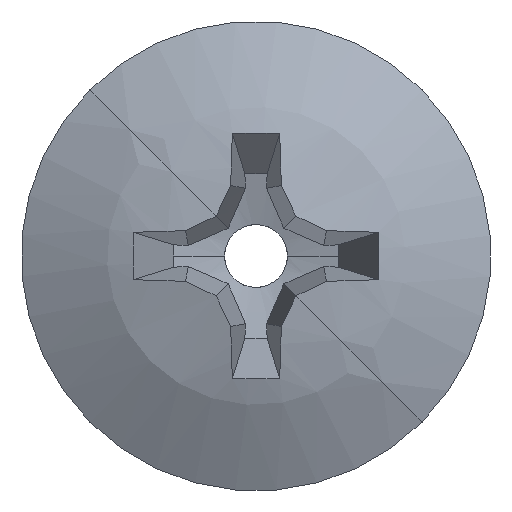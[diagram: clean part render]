
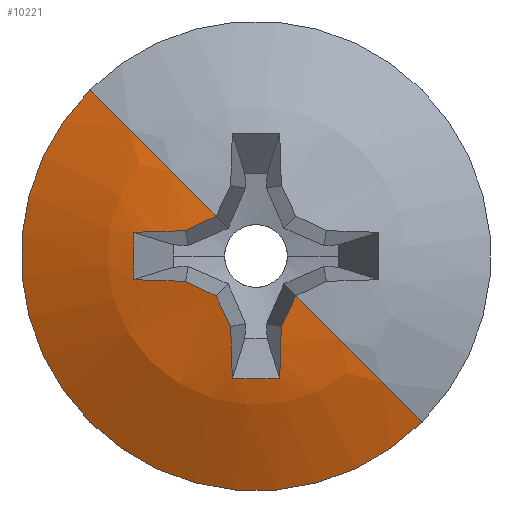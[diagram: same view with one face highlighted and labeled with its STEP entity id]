
A CAD part, left-side view. The second image highlights one B-rep face of the part: STEP entity #10221.
In plain terms, the highlighted spherical face has radius 7.673 mm.
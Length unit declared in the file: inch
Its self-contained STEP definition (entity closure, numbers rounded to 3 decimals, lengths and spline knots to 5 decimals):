
#4641=CARTESIAN_POINT('',(0.18835,0.01828,
0.01828));
#4642=DIRECTION('',(-0.144,0.7,0.7));
#4643=DIRECTION('',(-0.952,0.095,-0.29));
#4644=AXIS2_PLACEMENT_3D('',#4641,#4642,#4643);
#4646=CARTESIAN_POINT('',(-0.10763,0.,-0.03774));
#4647=CARTESIAN_POINT('',(-0.10753,0.00232,
-0.03857));
#4648=CARTESIAN_POINT('',(-0.10726,0.00694,
-0.04021));
#4649=CARTESIAN_POINT('',(-0.1067,0.01373,
-0.0426));
#4650=CARTESIAN_POINT('',(-0.10615,0.01875,
-0.04434));
#4651=CARTESIAN_POINT('',(-0.10583,0.02135,
-0.04524));
#4653=CARTESIAN_POINT('',(-0.10583,-0.02135,
-0.04524));
#4654=CARTESIAN_POINT('',(-0.10615,-0.01873,
-0.04434));
#4655=CARTESIAN_POINT('',(-0.1067,-0.0137,
-0.04259));
#4656=CARTESIAN_POINT('',(-0.10726,-0.00689,
-0.04019));
#4657=CARTESIAN_POINT('',(-0.10753,-0.0023,
-0.03856));
#4658=CARTESIAN_POINT('',(-0.10763,0.,-0.03774));
#4660=CARTESIAN_POINT('',(0.18835,-0.01828,
0.01828));
#4661=DIRECTION('',(-0.144,-0.7,0.7));
#4662=DIRECTION('',(-0.977,-0.01,-0.211));
#4663=AXIS2_PLACEMENT_3D('',#4660,#4661,#4662);
#4665=CARTESIAN_POINT('',(0.17131,0.03137,
0.03137));
#4666=DIRECTION('',(-0.424,0.64,0.64));
#4667=DIRECTION('',(-0.904,-0.262,-0.337));
#4668=AXIS2_PLACEMENT_3D('',#4665,#4666,#4667);
#4670=CARTESIAN_POINT('',(0.18835,0.01828,
-0.01828));
#4671=DIRECTION('',(-0.144,0.7,-0.7));
#4672=DIRECTION('',(-0.952,-0.29,-0.095));
#4673=AXIS2_PLACEMENT_3D('',#4670,#4671,#4672);
#4675=CARTESIAN_POINT('',(-0.10763,-0.03774,0.));
#4676=CARTESIAN_POINT('',(-0.10753,-0.03853,
-0.0022));
#4677=CARTESIAN_POINT('',(-0.10728,-0.04011,
-0.00665));
#4678=CARTESIAN_POINT('',(-0.10669,-0.04262,
-0.0138));
#4679=CARTESIAN_POINT('',(-0.10615,-0.04435,
-0.01878));
#4680=CARTESIAN_POINT('',(-0.10583,-0.04524,
-0.02135));
#4682=CARTESIAN_POINT('',(0.1921,0.,0.));
#4683=DIRECTION('',(0.,0.,-1.));
#4684=DIRECTION('',(-0.854,-0.52,0.));
#4685=AXIS2_PLACEMENT_3D('',#4682,#4683,#4684);
#4687=CARTESIAN_POINT('',(-0.066,0.,0.));
#4688=DIRECTION('',(-1.,0.,0.));
#4689=DIRECTION('',(0.,1.,0.));
#4690=AXIS2_PLACEMENT_3D('',#4687,#4688,#4689);
#4692=CARTESIAN_POINT('',(0.1921,0.,0.));
#4693=DIRECTION('',(0.,0.,1.));
#4694=DIRECTION('',(-0.854,0.52,0.));
#4695=AXIS2_PLACEMENT_3D('',#4692,#4693,#4694);
#4697=CARTESIAN_POINT('',(-0.10583,0.04524,
-0.02135));
#4698=CARTESIAN_POINT('',(-0.10615,0.04436,
-0.01878));
#4699=CARTESIAN_POINT('',(-0.10669,0.04263,
-0.01381));
#4700=CARTESIAN_POINT('',(-0.10728,0.04011,
-0.00665));
#4701=CARTESIAN_POINT('',(-0.10753,0.03853,
-0.0022));
#4702=CARTESIAN_POINT('',(-0.10763,0.03774,0.));
#4704=CARTESIAN_POINT('',(0.18835,-0.01828,
-0.01828));
#4705=DIRECTION('',(0.144,0.7,0.7));
#4706=DIRECTION('',(-0.952,0.29,-0.095));
#4707=AXIS2_PLACEMENT_3D('',#4704,#4705,#4706);
#4709=CARTESIAN_POINT('',(0.17131,-0.03137,
0.03137));
#4710=DIRECTION('',(0.424,0.64,-0.64));
#4711=DIRECTION('',(-0.904,0.262,-0.337));
#4712=AXIS2_PLACEMENT_3D('',#4709,#4710,#4711);
#4825=CARTESIAN_POINT('',(-0.10763,-0.03774,0.));
#4871=CARTESIAN_POINT('',(-0.10763,0.03774,0.));
#5102=CARTESIAN_POINT('',(-0.066,0.157,0.));
#5104=VERTEX_POINT('',#5102);
#5106=CARTESIAN_POINT('',(-0.066,-0.157,0.));
#5108=VERTEX_POINT('',#5106);
#5201=VERTEX_POINT('',#4825);
#5216=VERTEX_POINT('',#4871);
#5217=CARTESIAN_POINT('',(-0.09823,0.04681,
-0.06914));
#5218=CARTESIAN_POINT('',(-0.10583,0.02135,
-0.04524));
#5219=VERTEX_POINT('',#5217);
#5220=VERTEX_POINT('',#5218);
#5221=VERTEX_POINT('',#4646);
#5222=VERTEX_POINT('',#4653);
#5223=CARTESIAN_POINT('',(-0.09823,-0.04681,
-0.06914));
#5224=VERTEX_POINT('',#5223);
#5225=CARTESIAN_POINT('',(-0.09823,-0.06914,
-0.04681));
#5226=VERTEX_POINT('',#5225);
#5227=CARTESIAN_POINT('',(-0.10583,-0.04524,
-0.02135));
#5228=VERTEX_POINT('',#5227);
#5229=VERTEX_POINT('',#4697);
#5230=CARTESIAN_POINT('',(-0.09823,0.06914,
-0.04681));
#5231=VERTEX_POINT('',#5230);
#10189=CARTESIAN_POINT('',(0.1921,0.,0.));
#10190=DIRECTION('',(1.,0.,0.));
#10191=DIRECTION('',(0.,-1.,0.));
#10192=AXIS2_PLACEMENT_3D('',#10189,#10190,#10191);
#10193=SPHERICAL_SURFACE('',#10192,0.3021);
#10195=ORIENTED_EDGE('',*,*,#10194,.T.);
#10197=ORIENTED_EDGE('',*,*,#10196,.F.);
#10199=ORIENTED_EDGE('',*,*,#10198,.F.);
#10201=ORIENTED_EDGE('',*,*,#10200,.T.);
#10203=ORIENTED_EDGE('',*,*,#10202,.T.);
#10205=ORIENTED_EDGE('',*,*,#10204,.T.);
#10207=ORIENTED_EDGE('',*,*,#10206,.F.);
#10209=ORIENTED_EDGE('',*,*,#10208,.F.);
#10210=ORIENTED_EDGE('',*,*,#10182,.F.);
#10212=ORIENTED_EDGE('',*,*,#10211,.T.);
#10214=ORIENTED_EDGE('',*,*,#10213,.F.);
#10216=ORIENTED_EDGE('',*,*,#10215,.F.);
#10218=ORIENTED_EDGE('',*,*,#10217,.F.);
#10219=EDGE_LOOP('',(#10195,#10197,#10199,#10201,#10203,#10205,#10207,#10209,
#10210,#10212,#10214,#10216,#10218));
#10220=FACE_OUTER_BOUND('',#10219,.F.);
#4645=CIRCLE('',#4644,0.30097);
#4652=B_SPLINE_CURVE_WITH_KNOTS('',3,(#4646,#4647,#4648,#4649,#4650,#4651),
.UNSPECIFIED.,.F.,.F.,(4,1,1,4),(0.,0.33333,0.66667,1.),
.UNSPECIFIED.);
#4659=B_SPLINE_CURVE_WITH_KNOTS('',3,(#4653,#4654,#4655,#4656,#4657,#4658),
.UNSPECIFIED.,.F.,.F.,(4,1,1,4),(0.,0.33333,0.66667,1.),
.UNSPECIFIED.);
#4664=CIRCLE('',#4663,0.30097);
#4669=CIRCLE('',#4668,0.2981);
#4674=CIRCLE('',#4673,0.30097);
#4681=B_SPLINE_CURVE_WITH_KNOTS('',3,(#4675,#4676,#4677,#4678,#4679,#4680),
.UNSPECIFIED.,.F.,.F.,(4,1,1,4),(0.,0.33333,0.66667,1.),
.UNSPECIFIED.);
#4686=CIRCLE('',#4685,0.3021);
#4691=CIRCLE('',#4690,0.157);
#4696=CIRCLE('',#4695,0.3021);
#4703=B_SPLINE_CURVE_WITH_KNOTS('',3,(#4697,#4698,#4699,#4700,#4701,#4702),
.UNSPECIFIED.,.F.,.F.,(4,1,1,4),(0.,0.33333,0.66667,1.),
.UNSPECIFIED.);
#4708=CIRCLE('',#4707,0.30097);
#4713=CIRCLE('',#4712,0.2981);
#10182=EDGE_CURVE('',#5104,#5108,#4691,.T.);
#10194=EDGE_CURVE('',#5219,#5220,#4645,.T.);
#10196=EDGE_CURVE('',#5221,#5220,#4652,.T.);
#10198=EDGE_CURVE('',#5222,#5221,#4659,.T.);
#10200=EDGE_CURVE('',#5222,#5224,#4664,.T.);
#10202=EDGE_CURVE('',#5224,#5226,#4669,.T.);
#10204=EDGE_CURVE('',#5226,#5228,#4674,.T.);
#10206=EDGE_CURVE('',#5201,#5228,#4681,.T.);
#10208=EDGE_CURVE('',#5108,#5201,#4686,.T.);
#10211=EDGE_CURVE('',#5104,#5216,#4696,.T.);
#10213=EDGE_CURVE('',#5229,#5216,#4703,.T.);
#10215=EDGE_CURVE('',#5231,#5229,#4708,.T.);
#10217=EDGE_CURVE('',#5219,#5231,#4713,.T.);
#10221=ADVANCED_FACE('',(#10220),#10193,.T.);
